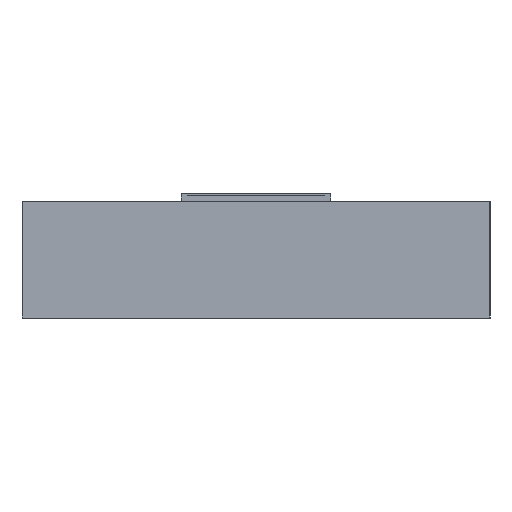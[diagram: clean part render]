
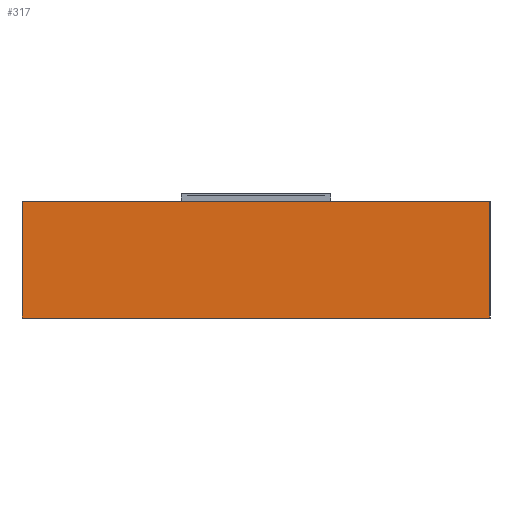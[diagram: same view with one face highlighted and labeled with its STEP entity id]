
A CAD part, front view. The second image highlights one B-rep face of the part: STEP entity #317.
In plain terms, the highlighted face is planar.
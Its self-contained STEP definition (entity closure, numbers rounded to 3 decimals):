
#290=AXIS2_PLACEMENT_3D('Plane Axis2P3D',#287,#288,#289) ;
#265=CARTESIAN_POINT('Vertex',(100.,-10.,0.)) ;
#268=CARTESIAN_POINT('Line Origine',(100.,-10.,2.5)) ;
#272=CARTESIAN_POINT('Vertex',(100.,-10.,5.)) ;
#287=CARTESIAN_POINT('Axis2P3D Location',(100.,-10.,0.)) ;
#292=CARTESIAN_POINT('Line Origine',(100.,0.,0.)) ;
#296=CARTESIAN_POINT('Vertex',(100.,10.,0.)) ;
#299=CARTESIAN_POINT('Line Origine',(100.,10.,2.5)) ;
#303=CARTESIAN_POINT('Vertex',(100.,10.,5.)) ;
#306=CARTESIAN_POINT('Line Origine',(100.,0.,5.)) ;
#269=DIRECTION('Vector Direction',(0.,0.,1.)) ;
#288=DIRECTION('Axis2P3D Direction',(1.,0.,0.)) ;
#289=DIRECTION('Axis2P3D XDirection',(0.,1.,0.)) ;
#293=DIRECTION('Vector Direction',(0.,1.,0.)) ;
#300=DIRECTION('Vector Direction',(0.,0.,1.)) ;
#307=DIRECTION('Vector Direction',(0.,1.,0.)) ;
#270=VECTOR('Line Direction',#269,1.) ;
#294=VECTOR('Line Direction',#293,1.) ;
#301=VECTOR('Line Direction',#300,1.) ;
#308=VECTOR('Line Direction',#307,1.) ;
#312=ORIENTED_EDGE('',*,*,#274,.F.) ;
#313=ORIENTED_EDGE('',*,*,#298,.T.) ;
#314=ORIENTED_EDGE('',*,*,#305,.T.) ;
#315=ORIENTED_EDGE('',*,*,#310,.F.) ;
#317=ADVANCED_FACE('PartBody',(#316),#291,.T.) ;
#274=EDGE_CURVE('',#266,#273,#271,.T.) ;
#298=EDGE_CURVE('',#266,#297,#295,.T.) ;
#305=EDGE_CURVE('',#297,#304,#302,.T.) ;
#310=EDGE_CURVE('',#273,#304,#309,.T.) ;
#311=EDGE_LOOP('',(#312,#313,#314,#315)) ;
#316=FACE_OUTER_BOUND('',#311,.T.) ;
#271=LINE('Line',#268,#270) ;
#295=LINE('Line',#292,#294) ;
#302=LINE('Line',#299,#301) ;
#309=LINE('Line',#306,#308) ;
#291=PLANE('',#290) ;
#266=VERTEX_POINT('',#265) ;
#273=VERTEX_POINT('',#272) ;
#297=VERTEX_POINT('',#296) ;
#304=VERTEX_POINT('',#303) ;
